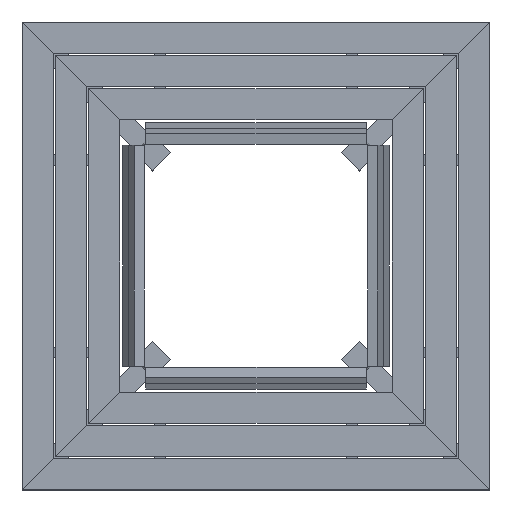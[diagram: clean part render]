
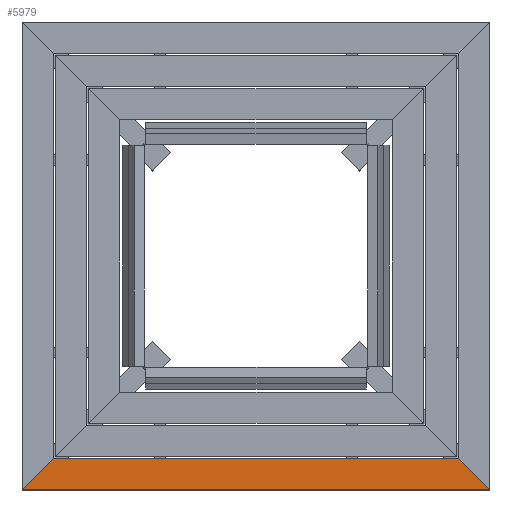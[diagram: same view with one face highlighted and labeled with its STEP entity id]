
A CAD part, top view. The second image highlights one B-rep face of the part: STEP entity #5979.
In plain terms, the highlighted planar face has unit normal (0, 0, 1).
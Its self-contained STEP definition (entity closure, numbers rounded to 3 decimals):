
#211=FACE_OUTER_BOUND('',#563,.T.);
#563=EDGE_LOOP('',(#4137,#4138,#4139,#4140));
#1063=LINE('',#8733,#1815);
#1064=LINE('',#8735,#1816);
#1065=LINE('',#8737,#1817);
#1066=LINE('',#8738,#1818);
#1815=VECTOR('',#7189,10.);
#1816=VECTOR('',#7190,10.);
#1817=VECTOR('',#7191,10.);
#1818=VECTOR('',#7192,10.);
#2481=VERTEX_POINT('',#8731);
#2482=VERTEX_POINT('',#8732);
#2483=VERTEX_POINT('',#8734);
#2484=VERTEX_POINT('',#8736);
#3087=EDGE_CURVE('',#2481,#2482,#1063,.T.);
#3088=EDGE_CURVE('',#2482,#2483,#1064,.T.);
#3089=EDGE_CURVE('',#2483,#2484,#1065,.T.);
#3090=EDGE_CURVE('',#2484,#2481,#1066,.T.);
#4137=ORIENTED_EDGE('',*,*,#3087,.T.);
#4138=ORIENTED_EDGE('',*,*,#3088,.T.);
#4139=ORIENTED_EDGE('',*,*,#3089,.T.);
#4140=ORIENTED_EDGE('',*,*,#3090,.T.);
#5231=PLANE('',#6409);
#5979=ADVANCED_FACE('',(#211),#5231,.T.);
#6409=AXIS2_PLACEMENT_3D('',#8730,#7187,#7188);
#7187=DIRECTION('center_axis',(0.,0.,
1.));
#7188=DIRECTION('ref_axis',(-1.,0.,0.));
#7189=DIRECTION('',(-1.,0.,0.));
#7190=DIRECTION('',(-0.707,-0.707,0.));
#7191=DIRECTION('',(1.,0.,0.));
#7192=DIRECTION('',(-0.707,0.707,0.));
#8730=CARTESIAN_POINT('Origin',(3513.963,-3350.041,221.411));
#8731=CARTESIAN_POINT('',(4293.963,-3290.041,221.411));
#8732=CARTESIAN_POINT('',(2733.963,-3290.041,221.411));
#8733=CARTESIAN_POINT('',(4293.963,-3290.041,221.411));
#8734=CARTESIAN_POINT('',(2613.963,-3410.041,221.411));
#8735=CARTESIAN_POINT('',(2989.963,-3034.041,221.411));
#8736=CARTESIAN_POINT('',(4413.963,-3410.041,221.411));
#8737=CARTESIAN_POINT('',(2613.963,-3410.041,221.411));
#8738=CARTESIAN_POINT('',(4413.963,-3410.041,221.411));
